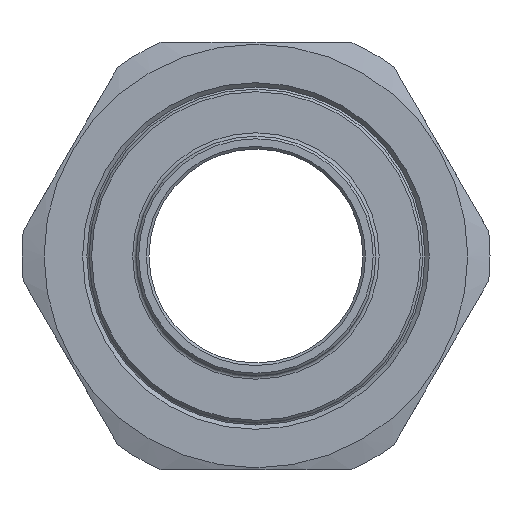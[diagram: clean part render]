
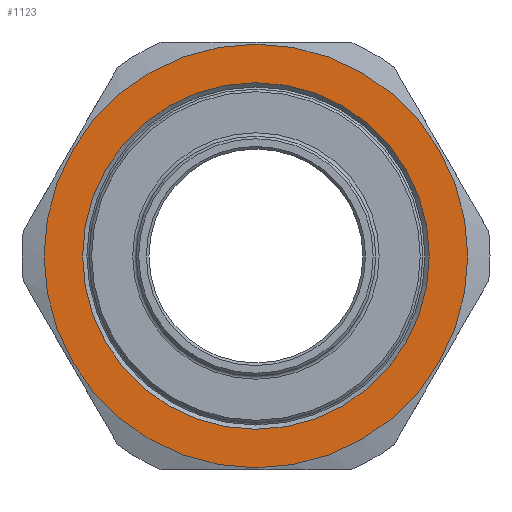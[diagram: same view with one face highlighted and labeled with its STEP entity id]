
A CAD part, left-side view. The second image highlights one B-rep face of the part: STEP entity #1123.
In plain terms, the highlighted planar face has unit normal (-1, 0, 0).
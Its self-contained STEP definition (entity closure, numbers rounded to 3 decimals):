
#52=FACE_BOUND('',#210,.T.);
#105=PLANE('',#1286);
#138=FACE_OUTER_BOUND('',#209,.T.);
#209=EDGE_LOOP('',(#836));
#210=EDGE_LOOP('',(#837));
#390=CIRCLE('',#1276,24.75);
#391=CIRCLE('',#1281,20.25);
#500=VERTEX_POINT('',#1937);
#501=VERTEX_POINT('',#1947);
#624=EDGE_CURVE('',#500,#500,#390,.T.);
#626=EDGE_CURVE('',#501,#501,#391,.T.);
#836=ORIENTED_EDGE('',*,*,#624,.T.);
#837=ORIENTED_EDGE('',*,*,#626,.F.);
#1123=ADVANCED_FACE('',(#138,#52),#105,.F.);
#1276=AXIS2_PLACEMENT_3D('',#1939,#1496,#1497);
#1281=AXIS2_PLACEMENT_3D('',#1948,#1506,#1507);
#1286=AXIS2_PLACEMENT_3D('',#1958,#1518,#1519);
#1496=DIRECTION('center_axis',(-1.,0.,0.));
#1497=DIRECTION('ref_axis',(0.,1.,0.));
#1506=DIRECTION('center_axis',(-1.,0.,0.));
#1507=DIRECTION('ref_axis',(0.,-1.,0.));
#1518=DIRECTION('center_axis',(1.,0.,0.));
#1519=DIRECTION('ref_axis',(0.,0.,-1.));
#1937=CARTESIAN_POINT('',(-18.5,-24.75,0.));
#1939=CARTESIAN_POINT('Origin',(-18.5,0.,0.));
#1947=CARTESIAN_POINT('',(-18.5,20.25,0.));
#1948=CARTESIAN_POINT('Origin',(-18.5,0.,0.));
#1958=CARTESIAN_POINT('Origin',(-18.5,0.,0.));
